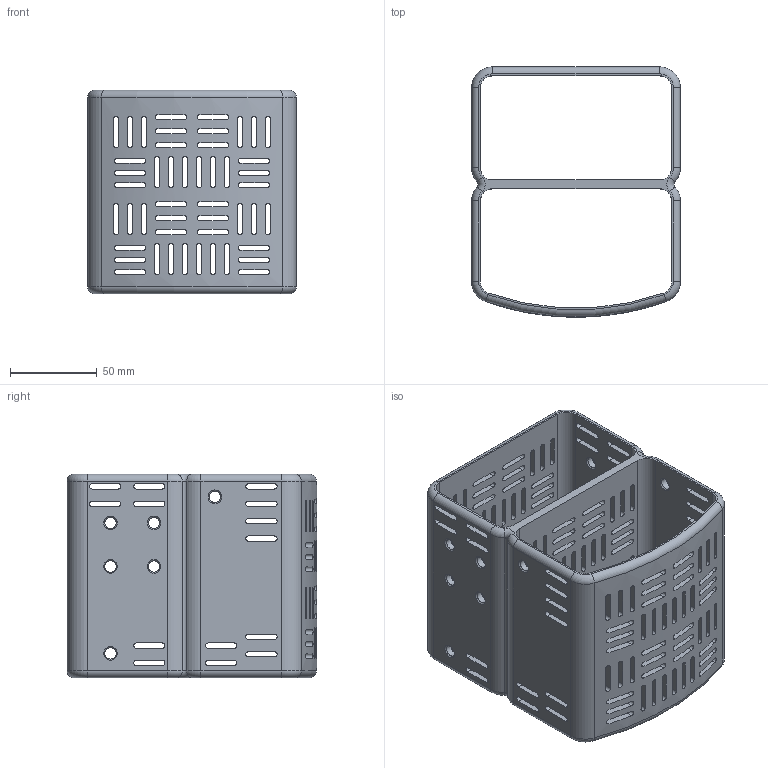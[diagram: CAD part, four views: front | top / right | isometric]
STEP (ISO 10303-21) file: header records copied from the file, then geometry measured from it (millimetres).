
FILE_DESCRIPTION(/* description */ (''),/* implementation_level */ '2;1');
FILE_NAME(/* name */ '',/* time_stamp */ '2025-03-13T19:57:05+03:00',/* author */ ('Edward_Higgins'),/* organization */ (''),/* preprocessor_version */ 'ST-DEVELOPER v20',/* originating_system */ 'Autodesk Inventor 2025',/* authorisation */ '');
FILE_SCHEMA (('AUTOMOTIVE_DESIGN { 1 0 10303 214 3 1 1 }'));
Length unit declared in the file: millimetre
Products named in the file (1): Корпус тела
Bounding box: 120 x 143.68 x 117 mm (x, y, z)
Volume: 291435.3 mm3; surface area: 155522.6 mm2
Topology: 1 solids, 1 shells, 790 faces, 2314 edges, 1526 vertices
Faces by surface type: cylinder 386, plane 358, cone 24, torus 22
Full cylindrical faces by diameter (mm): 6.5 x12
Entity records: 30033 total; most frequent: CARTESIAN_POINT 7943, ORIENTED_EDGE 4628, DIRECTION 4444, EDGE_CURVE 2314, AXIS2_PLACEMENT_3D 1531, VERTEX_POINT 1526, LINE 1382, VECTOR 1382
